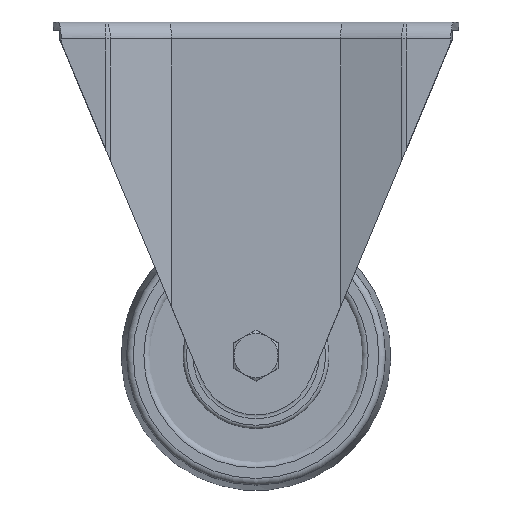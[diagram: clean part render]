
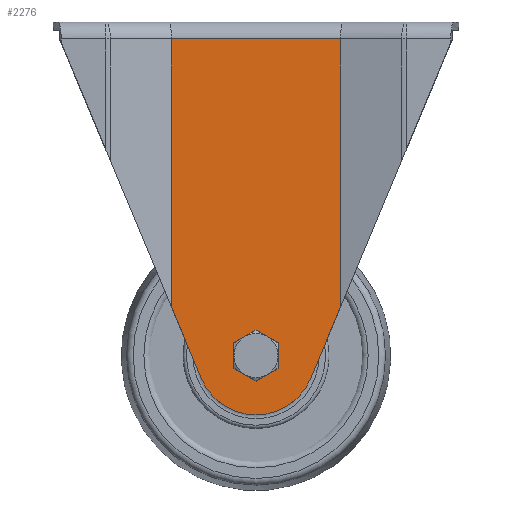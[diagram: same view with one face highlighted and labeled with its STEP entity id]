
A CAD part, top view. The second image highlights one B-rep face of the part: STEP entity #2276.
In plain terms, the highlighted planar face has unit normal (0, 0, 1).
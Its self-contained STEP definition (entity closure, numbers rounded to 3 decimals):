
#157=LINE('',#3908,#281);
#170=LINE('',#3947,#294);
#182=LINE('',#3978,#306);
#184=LINE('',#3984,#308);
#185=LINE('',#3986,#309);
#281=VECTOR('',#3094,1000.);
#294=VECTOR('',#3129,1000.);
#306=VECTOR('',#3157,1000.);
#308=VECTOR('',#3163,1000.);
#309=VECTOR('',#3164,1000.);
#413=PLANE('',#2597);
#521=CIRCLE('',#2583,17.5);
#525=CIRCLE('',#2598,4.3);
#898=ORIENTED_EDGE('',*,*,#1341,.T.);
#899=ORIENTED_EDGE('',*,*,#1342,.T.);
#900=ORIENTED_EDGE('',*,*,#1343,.T.);
#901=ORIENTED_EDGE('',*,*,#1339,.F.);
#902=ORIENTED_EDGE('',*,*,#1323,.T.);
#903=ORIENTED_EDGE('',*,*,#1315,.F.);
#904=ORIENTED_EDGE('',*,*,#1303,.T.);
#1303=EDGE_CURVE('',#1560,#1567,#157,.T.);
#1315=EDGE_CURVE('',#1560,#1576,#521,.F.);
#1323=EDGE_CURVE('',#1583,#1576,#170,.T.);
#1339=EDGE_CURVE('',#1583,#1594,#182,.T.);
#1341=EDGE_CURVE('',#1595,#1595,#525,.F.);
#1342=EDGE_CURVE('',#1567,#1596,#184,.T.);
#1343=EDGE_CURVE('',#1596,#1594,#185,.F.);
#1560=VERTEX_POINT('',#3893);
#1567=VERTEX_POINT('',#3907);
#1576=VERTEX_POINT('',#3929);
#1583=VERTEX_POINT('',#3948);
#1594=VERTEX_POINT('',#3979);
#1595=VERTEX_POINT('',#3983);
#1596=VERTEX_POINT('',#3985);
#1851=EDGE_LOOP('',(#898));
#1852=EDGE_LOOP('',(#899,#900,#901,#902,#903,#904));
#2079=FACE_BOUND('',#1851,.T.);
#2080=FACE_BOUND('',#1852,.T.);
#2276=ADVANCED_FACE('',(#2079,#2080),#413,.T.);
#2583=AXIS2_PLACEMENT_3D('',#3932,#3113,#3114);
#2597=AXIS2_PLACEMENT_3D('',#3981,#3159,#3160);
#2598=AXIS2_PLACEMENT_3D('',#3982,#3161,#3162);
#3094=DIRECTION('',(0.385,0.923,0.));
#3113=DIRECTION('',(0.,0.,1.));
#3114=DIRECTION('',(1.,0.,0.));
#3129=DIRECTION('',(0.385,-0.923,0.));
#3157=DIRECTION('',(0.,1.,0.));
#3159=DIRECTION('',(0.,0.,1.));
#3160=DIRECTION('',(1.,0.,0.));
#3161=DIRECTION('',(0.,0.,1.));
#3162=DIRECTION('',(1.,0.,0.));
#3163=DIRECTION('',(0.,1.,0.));
#3164=DIRECTION('',(1.,0.,0.));
#3893=CARTESIAN_POINT('',(16.15,-105.24,21.));
#3907=CARTESIAN_POINT('',(25.,-84.036,21.));
#3908=CARTESIAN_POINT('',(6.22,-129.031,21.));
#3929=CARTESIAN_POINT('',(-16.15,-105.24,21.));
#3932=CARTESIAN_POINT('',(0.,-98.5,21.));
#3947=CARTESIAN_POINT('',(-13.638,-111.258,21.));
#3948=CARTESIAN_POINT('',(-25.,-84.036,21.));
#3978=CARTESIAN_POINT('',(-25.,-116.,21.));
#3979=CARTESIAN_POINT('',(-25.,-5.,21.));
#3981=CARTESIAN_POINT('',(-25.,-116.,21.));
#3982=CARTESIAN_POINT('',(0.,-98.5,21.));
#3983=CARTESIAN_POINT('',(4.3,-98.5,21.));
#3984=CARTESIAN_POINT('',(25.,-116.,21.));
#3985=CARTESIAN_POINT('',(25.,-5.,21.));
#3986=CARTESIAN_POINT('',(-25.,-5.,21.));
